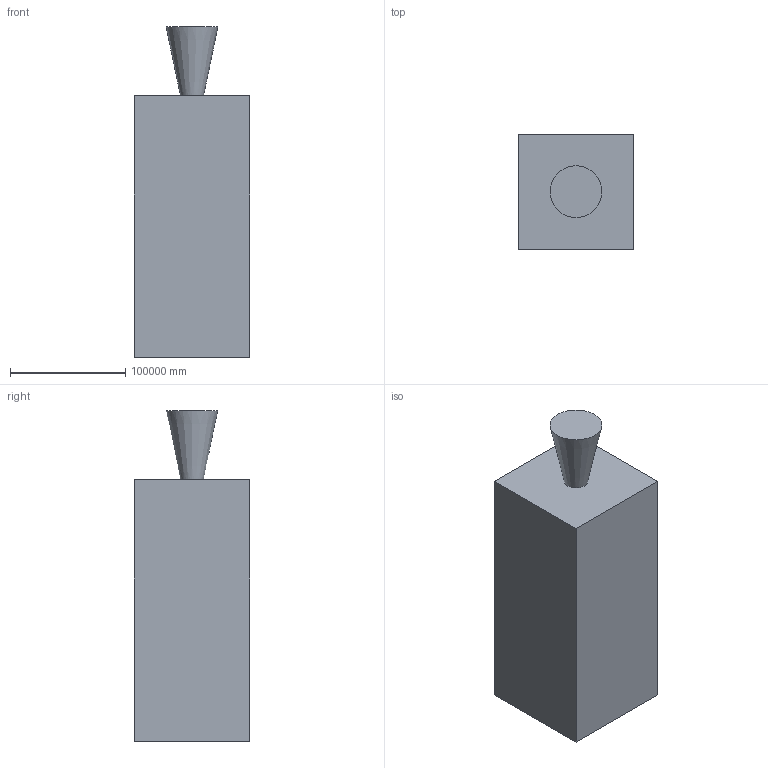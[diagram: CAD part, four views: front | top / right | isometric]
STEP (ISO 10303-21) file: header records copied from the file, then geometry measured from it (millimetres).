
FILE_DESCRIPTION(('FreeCAD Model'),'2;1');
FILE_NAME('Open CASCADE Shape Model','2025-08-30T11:55:39',('Author'),( ''),'Open CASCADE STEP processor 7.8','FreeCAD','Unknown');
FILE_SCHEMA(('AUTOMOTIVE_DESIGN { 1 0 10303 214 1 1 1 1 }'));
Length unit declared in the file: metre
Products named in the file (1): Shape
Bounding box: 100000 x 100000 x 287000 mm (x, y, z)
Volume: 443953391224782.4 mm3; surface area: 253349317025 mm2
Topology: 5 solids, 6 shells, 33 faces, 63 edges, 42 vertices
Faces by surface type: plane 23, cylinder 7, sphere 2, cone 1
Full cylindrical faces by diameter (mm): 4000 x1, 15000 x2, 30000 x1, 55000 x1
Entity records: 2134 total; most frequent: CARTESIAN_POINT 786, DIRECTION 252, LINE 120, VECTOR 120, ORIENTED_EDGE 116, PCURVE 116, DEFINITIONAL_REPRESENTATION 116, EDGE_CURVE 58
